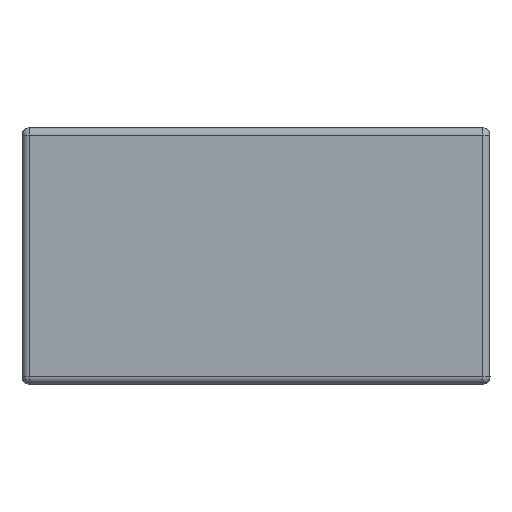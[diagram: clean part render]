
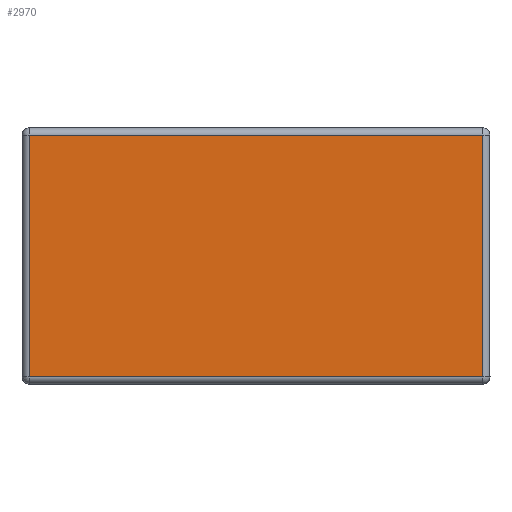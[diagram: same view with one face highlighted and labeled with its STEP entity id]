
A CAD part, left-side view. The second image highlights one B-rep face of the part: STEP entity #2970.
In plain terms, the highlighted planar face has unit normal (-1, 0, 0).
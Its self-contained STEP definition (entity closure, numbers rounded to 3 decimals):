
#205=FACE_OUTER_BOUND('',#388,.T.);
#388=EDGE_LOOP('',(#2130,#2131,#2132,#2133));
#650=LINE('',#4436,#1002);
#651=LINE('',#4438,#1003);
#652=LINE('',#4440,#1004);
#653=LINE('',#4441,#1005);
#1002=VECTOR('',#3579,10.);
#1003=VECTOR('',#3580,10.);
#1004=VECTOR('',#3581,10.);
#1005=VECTOR('',#3582,10.);
#1332=VERTEX_POINT('',#4434);
#1333=VERTEX_POINT('',#4435);
#1334=VERTEX_POINT('',#4437);
#1335=VERTEX_POINT('',#4439);
#1638=EDGE_CURVE('',#1332,#1333,#650,.T.);
#1639=EDGE_CURVE('',#1333,#1334,#651,.T.);
#1640=EDGE_CURVE('',#1334,#1335,#652,.T.);
#1641=EDGE_CURVE('',#1332,#1335,#653,.T.);
#2130=ORIENTED_EDGE('',*,*,#1638,.T.);
#2131=ORIENTED_EDGE('',*,*,#1639,.T.);
#2132=ORIENTED_EDGE('',*,*,#1640,.T.);
#2133=ORIENTED_EDGE('',*,*,#1641,.F.);
#2823=PLANE('',#3186);
#2970=ADVANCED_FACE('',(#205),#2823,.T.);
#3186=AXIS2_PLACEMENT_3D('',#4433,#3577,#3578);
#3577=DIRECTION('center_axis',(-1.,0.,
0.));
#3578=DIRECTION('ref_axis',(0.,0.,
-1.));
#3579=DIRECTION('',(0.,0.,-1.));
#3580=DIRECTION('',(0.,-1.,0.));
#3581=DIRECTION('',(0.,0.,1.));
#3582=DIRECTION('',(0.,-1.,0.));
#4433=CARTESIAN_POINT('Origin',(-869.617,636.22,-207.363));
#4434=CARTESIAN_POINT('',(-869.617,626.22,127.637));
#4435=CARTESIAN_POINT('',(-869.617,626.22,-197.363));
#4436=CARTESIAN_POINT('',(-869.617,626.22,127.637));
#4437=CARTESIAN_POINT('',(-869.617,16.22,-197.363));
#4438=CARTESIAN_POINT('',(-869.617,626.22,-197.363));
#4439=CARTESIAN_POINT('',(-869.617,16.22,127.637));
#4440=CARTESIAN_POINT('',(-869.617,16.22,-197.363));
#4441=CARTESIAN_POINT('',(-869.617,626.22,127.637));
